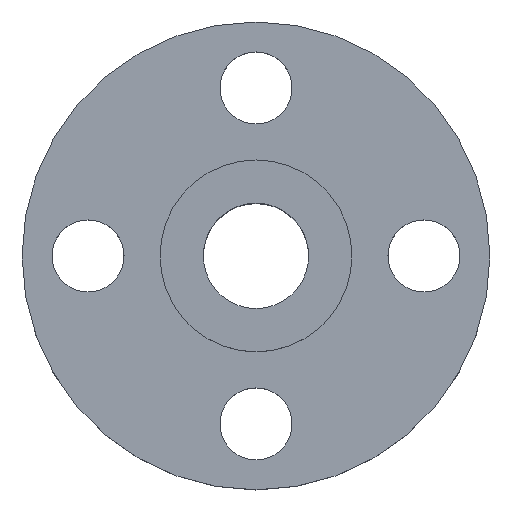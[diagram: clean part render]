
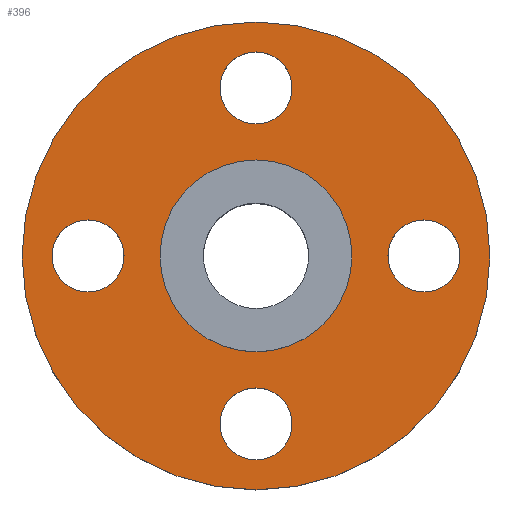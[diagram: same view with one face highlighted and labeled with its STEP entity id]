
A CAD part, top view. The second image highlights one B-rep face of the part: STEP entity #396.
In plain terms, the highlighted planar face has unit normal (0, 0, 1).
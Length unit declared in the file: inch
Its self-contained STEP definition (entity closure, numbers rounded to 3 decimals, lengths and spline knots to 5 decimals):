
#20 = CARTESIAN_POINT ( 'NONE',  ( -1., 0., -0.25 ) ) ;
#25 = DIRECTION ( 'NONE',  ( 0., 0., 1. ) ) ;
#36 = DIRECTION ( 'NONE',  ( -1., 0., 0. ) ) ;
#43 = CARTESIAN_POINT ( 'NONE',  ( 0., 0., -0.25 ) ) ;
#46 = ORIENTED_EDGE ( 'NONE', *, *, #262, .F. ) ;
#64 = DIRECTION ( 'NONE',  ( 0., 0., 1. ) ) ;
#67 = EDGE_CURVE ( 'NONE', #650, #805, #754, .T. ) ;
#79 = FACE_BOUND ( 'NONE', #640, .T. ) ;
#92 = ORIENTED_EDGE ( 'NONE', *, *, #363, .F. ) ;
#98 = ORIENTED_EDGE ( 'NONE', *, *, #657, .F. ) ;
#100 = CARTESIAN_POINT ( 'NONE',  ( 1.75, 0., -0.25 ) ) ;
#101 = CIRCLE ( 'NONE', #672, 0.375 ) ;
#103 = DIRECTION ( 'NONE',  ( 1., 0., 0. ) ) ;
#120 = EDGE_LOOP ( 'NONE', ( #561, #46 ) ) ;
#138 = FACE_OUTER_BOUND ( 'NONE', #593, .T. ) ;
#143 = FACE_BOUND ( 'NONE', #405, .T. ) ;
#150 = VERTEX_POINT ( 'NONE', #649 ) ;
#154 = CIRCLE ( 'NONE', #389, 1. ) ;
#163 = DIRECTION ( 'NONE',  ( 0., 0., 1. ) ) ;
#166 = CIRCLE ( 'NONE', #659, 0.375 ) ;
#167 = ORIENTED_EDGE ( 'NONE', *, *, #729, .F. ) ;
#173 = CARTESIAN_POINT ( 'NONE',  ( -0.375, -1.75, -0.25 ) ) ;
#180 = DIRECTION ( 'NONE',  ( 0., -1., 0. ) ) ;
#182 = VERTEX_POINT ( 'NONE', #841 ) ;
#184 = CARTESIAN_POINT ( 'NONE',  ( -1.375, 0., -0.25 ) ) ;
#190 = DIRECTION ( 'NONE',  ( 0., 1., 0. ) ) ;
#196 = FACE_BOUND ( 'NONE', #310, .T. ) ;
#197 = DIRECTION ( 'NONE',  ( 0., 0., 1. ) ) ;
#215 = CIRCLE ( 'NONE', #470, 0.375 ) ;
#217 = ORIENTED_EDGE ( 'NONE', *, *, #67, .F. ) ;
#234 = AXIS2_PLACEMENT_3D ( 'NONE', #798, #25, #748 ) ;
#239 = ORIENTED_EDGE ( 'NONE', *, *, #252, .F. ) ;
#246 = EDGE_CURVE ( 'NONE', #542, #598, #265, .T. ) ;
#249 = DIRECTION ( 'NONE',  ( 1., 0., 0. ) ) ;
#252 = EDGE_CURVE ( 'NONE', #276, #550, #527, .T. ) ;
#256 = DIRECTION ( 'NONE',  ( 0., 0., 1. ) ) ;
#259 = CARTESIAN_POINT ( 'NONE',  ( 0., 1., -0.25 ) ) ;
#262 = EDGE_CURVE ( 'NONE', #598, #542, #101, .T. ) ;
#265 = CIRCLE ( 'NONE', #504, 0.375 ) ;
#275 = ORIENTED_EDGE ( 'NONE', *, *, #296, .T. ) ;
#276 = VERTEX_POINT ( 'NONE', #184 ) ;
#289 = CARTESIAN_POINT ( 'NONE',  ( 0., 0., -0.25 ) ) ;
#292 = CARTESIAN_POINT ( 'NONE',  ( -1.75, 0., -0.25 ) ) ;
#296 = EDGE_CURVE ( 'NONE', #348, #349, #338, .T. ) ;
#297 = DIRECTION ( 'NONE',  ( 0., 0., 1. ) ) ;
#309 = DIRECTION ( 'NONE',  ( 0., -1., 0. ) ) ;
#310 = EDGE_LOOP ( 'NONE', ( #217, #98 ) ) ;
#319 = CARTESIAN_POINT ( 'NONE',  ( 0., 1.75, -0.25 ) ) ;
#325 = CARTESIAN_POINT ( 'NONE',  ( -2.4375, 0., -0.25 ) ) ;
#328 = CIRCLE ( 'NONE', #829, 0.375 ) ;
#330 = CARTESIAN_POINT ( 'NONE',  ( 0., 0., -0.25 ) ) ;
#332 = VERTEX_POINT ( 'NONE', #735 ) ;
#338 = CIRCLE ( 'NONE', #776, 2.4375 ) ;
#348 = VERTEX_POINT ( 'NONE', #546 ) ;
#349 = VERTEX_POINT ( 'NONE', #325 ) ;
#361 = DIRECTION ( 'NONE',  ( 1., 0., 0. ) ) ;
#363 = EDGE_CURVE ( 'NONE', #332, #182, #544, .T. ) ;
#372 = DIRECTION ( 'NONE',  ( 0., 0., 1. ) ) ;
#382 = DIRECTION ( 'NONE',  ( 1., 0., 0. ) ) ;
#389 = AXIS2_PLACEMENT_3D ( 'NONE', #43, #163, #573 ) ;
#391 = AXIS2_PLACEMENT_3D ( 'NONE', #857, #793, #190 ) ;
#396 = ADVANCED_FACE ( 'NONE', ( #420, #676, #79, #143, #196, #138 ), #606, .F. ) ;
#405 = EDGE_LOOP ( 'NONE', ( #239, #781 ) ) ;
#414 = DIRECTION ( 'NONE',  ( -1., 0., 0. ) ) ;
#420 = FACE_BOUND ( 'NONE', #120, .T. ) ;
#422 = ORIENTED_EDGE ( 'NONE', *, *, #801, .F. ) ;
#441 = AXIS2_PLACEMENT_3D ( 'NONE', #289, #297, #103 ) ;
#470 = AXIS2_PLACEMENT_3D ( 'NONE', #292, #372, #361 ) ;
#472 = VERTEX_POINT ( 'NONE', #173 ) ;
#492 = EDGE_CURVE ( 'NONE', #550, #276, #215, .T. ) ;
#504 = AXIS2_PLACEMENT_3D ( 'NONE', #319, #64, #309 ) ;
#523 = CARTESIAN_POINT ( 'NONE',  ( 0., 1.75, -0.25 ) ) ;
#525 = EDGE_CURVE ( 'NONE', #182, #332, #166, .T. ) ;
#526 = CARTESIAN_POINT ( 'NONE',  ( 0., -1.75, -0.25 ) ) ;
#527 = CIRCLE ( 'NONE', #686, 0.375 ) ;
#536 = DIRECTION ( 'NONE',  ( 0., 0., -1. ) ) ;
#542 = VERTEX_POINT ( 'NONE', #574 ) ;
#544 = CIRCLE ( 'NONE', #234, 0.375 ) ;
#546 = CARTESIAN_POINT ( 'NONE',  ( 2.4375, 0., -0.25 ) ) ;
#550 = VERTEX_POINT ( 'NONE', #710 ) ;
#555 = ORIENTED_EDGE ( 'NONE', *, *, #525, .F. ) ;
#560 = DIRECTION ( 'NONE',  ( 1., 0., 0. ) ) ;
#561 = ORIENTED_EDGE ( 'NONE', *, *, #246, .F. ) ;
#573 = DIRECTION ( 'NONE',  ( 1., 0., 0. ) ) ;
#574 = CARTESIAN_POINT ( 'NONE',  ( 0.375, 1.75, -0.25 ) ) ;
#593 = EDGE_LOOP ( 'NONE', ( #275, #609 ) ) ;
#598 = VERTEX_POINT ( 'NONE', #687 ) ;
#599 = EDGE_CURVE ( 'NONE', #349, #348, #675, .T. ) ;
#600 = DIRECTION ( 'NONE',  ( 0., 0., 1. ) ) ;
#606 = PLANE ( 'NONE',  #756 ) ;
#609 = ORIENTED_EDGE ( 'NONE', *, *, #599, .T. ) ;
#630 = EDGE_LOOP ( 'NONE', ( #555, #92 ) ) ;
#636 = CIRCLE ( 'NONE', #391, 0.375 ) ;
#640 = EDGE_LOOP ( 'NONE', ( #422, #167 ) ) ;
#649 = CARTESIAN_POINT ( 'NONE',  ( 0.375, -1.75, -0.25 ) ) ;
#650 = VERTEX_POINT ( 'NONE', #697 ) ;
#657 = EDGE_CURVE ( 'NONE', #805, #650, #154, .T. ) ;
#659 = AXIS2_PLACEMENT_3D ( 'NONE', #100, #777, #36 ) ;
#660 = DIRECTION ( 'NONE',  ( 0., 0., 1. ) ) ;
#663 = CARTESIAN_POINT ( 'NONE',  ( 0., 0., -0.25 ) ) ;
#670 = AXIS2_PLACEMENT_3D ( 'NONE', #330, #197, #560 ) ;
#672 = AXIS2_PLACEMENT_3D ( 'NONE', #523, #600, #180 ) ;
#675 = CIRCLE ( 'NONE', #441, 2.4375 ) ;
#676 = FACE_BOUND ( 'NONE', #630, .T. ) ;
#686 = AXIS2_PLACEMENT_3D ( 'NONE', #728, #785, #249 ) ;
#687 = CARTESIAN_POINT ( 'NONE',  ( -0.375, 1.75, -0.25 ) ) ;
#697 = CARTESIAN_POINT ( 'NONE',  ( 1., 0., -0.25 ) ) ;
#710 = CARTESIAN_POINT ( 'NONE',  ( -2.125, 0., -0.25 ) ) ;
#728 = CARTESIAN_POINT ( 'NONE',  ( -1.75, 0., -0.25 ) ) ;
#729 = EDGE_CURVE ( 'NONE', #472, #150, #328, .T. ) ;
#735 = CARTESIAN_POINT ( 'NONE',  ( 1.375, 0., -0.25 ) ) ;
#748 = DIRECTION ( 'NONE',  ( -1., 0., 0. ) ) ;
#754 = CIRCLE ( 'NONE', #670, 1. ) ;
#756 = AXIS2_PLACEMENT_3D ( 'NONE', #259, #536, #414 ) ;
#776 = AXIS2_PLACEMENT_3D ( 'NONE', #663, #660, #382 ) ;
#777 = DIRECTION ( 'NONE',  ( 0., 0., 1. ) ) ;
#781 = ORIENTED_EDGE ( 'NONE', *, *, #492, .F. ) ;
#785 = DIRECTION ( 'NONE',  ( 0., 0., 1. ) ) ;
#793 = DIRECTION ( 'NONE',  ( 0., 0., 1. ) ) ;
#798 = CARTESIAN_POINT ( 'NONE',  ( 1.75, 0., -0.25 ) ) ;
#801 = EDGE_CURVE ( 'NONE', #150, #472, #636, .T. ) ;
#805 = VERTEX_POINT ( 'NONE', #20 ) ;
#829 = AXIS2_PLACEMENT_3D ( 'NONE', #526, #256, #839 ) ;
#839 = DIRECTION ( 'NONE',  ( 0., 1., 0. ) ) ;
#841 = CARTESIAN_POINT ( 'NONE',  ( 2.125, 0., -0.25 ) ) ;
#857 = CARTESIAN_POINT ( 'NONE',  ( 0., -1.75, -0.25 ) ) ;
